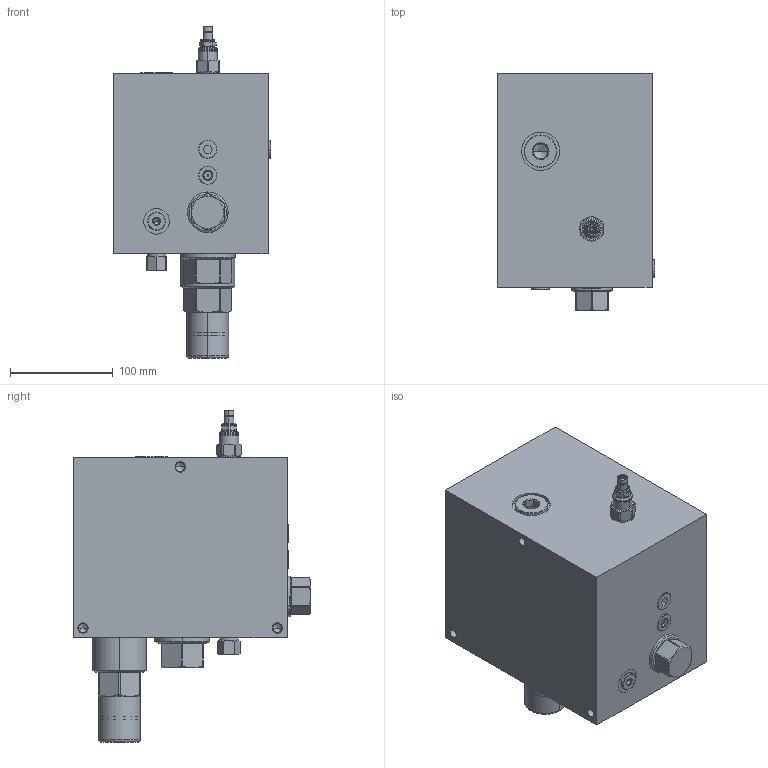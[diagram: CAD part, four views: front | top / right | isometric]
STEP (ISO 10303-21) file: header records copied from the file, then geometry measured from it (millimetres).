
FILE_DESCRIPTION((''),'2;1');
FILE_NAME('XQILLANBN_ASM','2024-07-11T',('ProEService'),(''),'PRO/ENGINEER BY PARAMETRIC TECHNOLOGY CORPORATION, 2014200','PRO/ENGINEER BY PARAMETRIC TECHNOLOGY CORPORATION, 2014200','');
FILE_SCHEMA(('CONFIG_CONTROL_DESIGN'));
Length unit declared in the file: inch
Products named in the file (11): 154-919-004; FVFAXAN; RDJFXAN; LPBDXDN; A330-006-006; XZOCXXN; XZCCXXN; CXHAXCN; QPABLAN; A330-006-012; XQILLANBN_ASM
Assembly tree (11 placements, depth 2):
  XQILLANBN_ASM
    154-919-004
    FVFAXAN
    RDJFXAN
    LPBDXDN
    A330-006-006  x2
    XZOCXXN
    XZCCXXN
    CXHAXCN
    QPABLAN
    A330-006-012
Bounding box: 153.34 x 231.67 x 323.82 mm (x, y, z)
Volume: 5264871.6 mm3; surface area: 422803.2 mm2
Topology: 27 solids, 29 shells, 1632 faces, 4132 edges, 2880 vertices
Faces by surface type: cylinder 666, cone 396, plane 312, torus 194, revolution 62, sphere 2
Entity records: 55874 total; most frequent: CARTESIAN_POINT 17291, DIRECTION 8619, ORIENTED_EDGE 6964, EDGE_CURVE 3482, AXIS2_PLACEMENT_3D 3420, VERTEX_POINT 2060, CIRCLE 1841, EDGE_LOOP 1798
